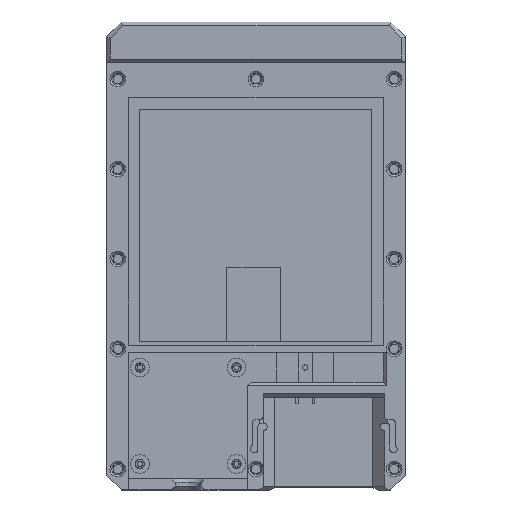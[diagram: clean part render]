
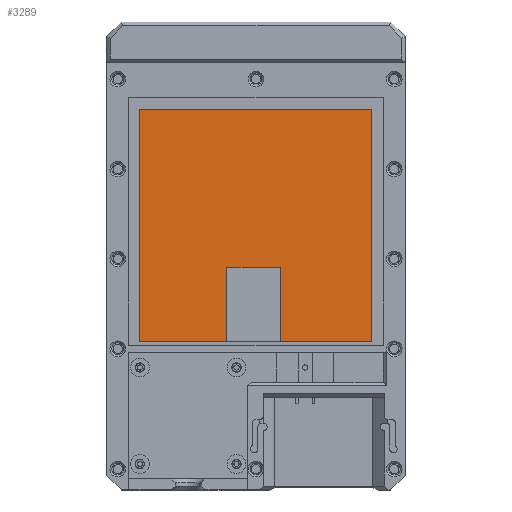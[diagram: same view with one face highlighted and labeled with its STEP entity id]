
A CAD part, top view. The second image highlights one B-rep face of the part: STEP entity #3289.
In plain terms, the highlighted planar face has unit normal (0, 0, 1).
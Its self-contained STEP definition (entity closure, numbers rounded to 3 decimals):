
#241=ORIENTED_EDGE('',*,*,#1129,.T.);
#242=ORIENTED_EDGE('',*,*,#1130,.F.);
#243=ORIENTED_EDGE('',*,*,#1131,.F.);
#244=ORIENTED_EDGE('',*,*,#1132,.F.);
#245=ORIENTED_EDGE('',*,*,#1133,.F.);
#246=ORIENTED_EDGE('',*,*,#1134,.T.);
#247=ORIENTED_EDGE('',*,*,#1135,.T.);
#248=ORIENTED_EDGE('',*,*,#1136,.T.);
#1129=EDGE_CURVE('',#1573,#1574,#1894,.T.);
#1130=EDGE_CURVE('',#1575,#1574,#1895,.T.);
#1131=EDGE_CURVE('',#1576,#1575,#1896,.T.);
#1132=EDGE_CURVE('',#1577,#1576,#1897,.T.);
#1133=EDGE_CURVE('',#1578,#1577,#1898,.T.);
#1134=EDGE_CURVE('',#1578,#1579,#1899,.T.);
#1135=EDGE_CURVE('',#1579,#1580,#1900,.T.);
#1136=EDGE_CURVE('',#1580,#1573,#1901,.T.);
#1573=VERTEX_POINT('',#4901);
#1574=VERTEX_POINT('',#4902);
#1575=VERTEX_POINT('',#4904);
#1576=VERTEX_POINT('',#4906);
#1577=VERTEX_POINT('',#4908);
#1578=VERTEX_POINT('',#4910);
#1579=VERTEX_POINT('',#4912);
#1580=VERTEX_POINT('',#4914);
#1894=LINE('',#4900,#2201);
#1895=LINE('',#4903,#2202);
#1896=LINE('',#4905,#2203);
#1897=LINE('',#4907,#2204);
#1898=LINE('',#4909,#2205);
#1899=LINE('',#4911,#2206);
#1900=LINE('',#4913,#2207);
#1901=LINE('',#4915,#2208);
#2201=VECTOR('',#3884,1000.);
#2202=VECTOR('',#3885,1000.);
#2203=VECTOR('',#3886,1000.);
#2204=VECTOR('',#3887,1000.);
#2205=VECTOR('',#3888,1000.);
#2206=VECTOR('',#3889,1000.);
#2207=VECTOR('',#3890,1000.);
#2208=VECTOR('',#3891,1000.);
#2505=EDGE_LOOP('',(#241,#242,#243,#244,#245,#246,#247,#248));
#2826=FACE_BOUND('',#2505,.T.);
#3147=PLANE('',#3522);
#3289=ADVANCED_FACE('',(#2826),#3147,.T.);
#3522=AXIS2_PLACEMENT_3D('',#4899,#3882,#3883);
#3882=DIRECTION('',(0.,0.,1.));
#3883=DIRECTION('',(1.,0.,0.));
#3884=DIRECTION('',(0.,-1.,0.));
#3885=DIRECTION('',(-1.,0.,0.));
#3886=DIRECTION('',(0.,-1.,0.));
#3887=DIRECTION('',(-1.,0.,0.));
#3888=DIRECTION('',(0.,1.,0.));
#3889=DIRECTION('',(1.,0.,0.));
#3890=DIRECTION('',(0.,1.,0.));
#3891=DIRECTION('',(-1.,0.,0.));
#4899=CARTESIAN_POINT('',(0.,0.,-37.));
#4900=CARTESIAN_POINT('',(-31.25,29.613,-37.));
#4901=CARTESIAN_POINT('',(-31.25,30.113,-37.));
#4902=CARTESIAN_POINT('',(-31.25,-32.383,-37.));
#4903=CARTESIAN_POINT('',(-25.254,-32.383,-37.));
#4904=CARTESIAN_POINT('',(-7.75,-32.383,-37.));
#4905=CARTESIAN_POINT('',(-7.75,-12.383,-37.));
#4906=CARTESIAN_POINT('',(-7.75,-12.383,-37.));
#4907=CARTESIAN_POINT('',(5.621,-12.383,-37.));
#4908=CARTESIAN_POINT('',(6.742,-12.383,-37.));
#4909=CARTESIAN_POINT('',(6.742,-32.383,-37.));
#4910=CARTESIAN_POINT('',(6.742,-32.383,-37.));
#4911=CARTESIAN_POINT('',(-18.,-32.383,-37.));
#4912=CARTESIAN_POINT('',(31.25,-32.383,-37.));
#4913=CARTESIAN_POINT('',(31.25,-31.883,-37.));
#4914=CARTESIAN_POINT('',(31.25,30.113,-37.));
#4915=CARTESIAN_POINT('',(18.,30.113,-37.));
